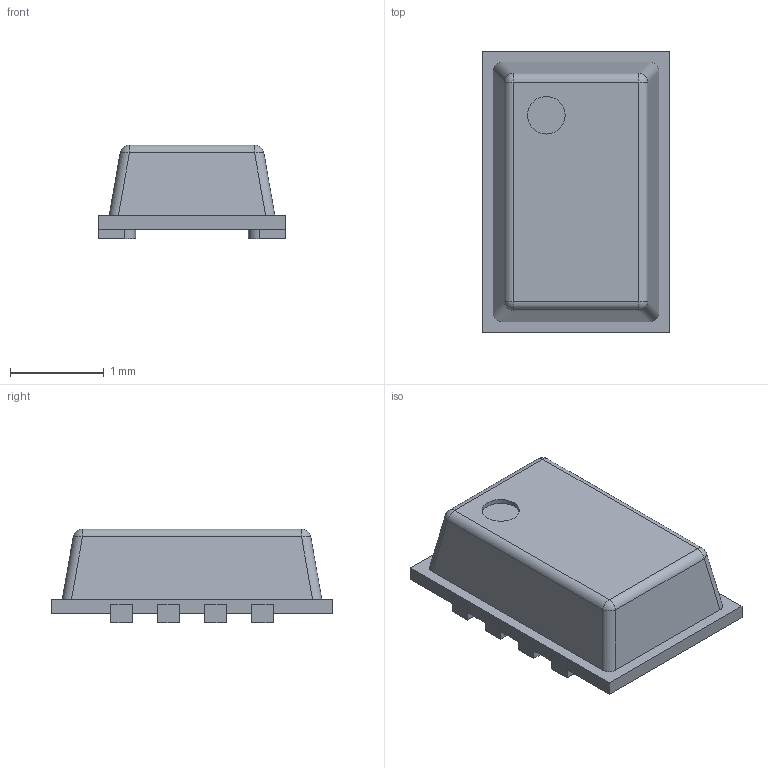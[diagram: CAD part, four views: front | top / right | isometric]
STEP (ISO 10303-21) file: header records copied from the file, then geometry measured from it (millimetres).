
FILE_DESCRIPTION(/* description */ (''),/* implementation_level */ '2;1');
FILE_NAME(/* name */ 'SON50P200X300X100-9N-R60X189.stp',/* time_stamp */ '2016-03-29T13:21:56+02:00',/* author */ ('riccim'),/* organization */ (''),/* preprocessor_version */ 'ST-DEVELOPER v15.5',/* originating_system */ 'AutoCAD Mechanical',/* authorisation */ '');
FILE_SCHEMA (('AUTOMOTIVE_DESIGN { 1 0 10303 214 3 1 1 }'));
Length unit declared in the file: millimetre
Products named in the file (1): Product
Bounding box: 2 x 3 x 1 mm (x, y, z)
Volume: 4.2 mm3; surface area: 22.2 mm2
Topology: 9 solids, 9 shells, 121 faces, 295 edges, 190 vertices
Faces by surface type: plane 92, cylinder 25, sphere 4
Full cylindrical faces by diameter (mm): 0.4 x1
Entity records: 3505 total; most frequent: CARTESIAN_POINT 602, DIRECTION 584, ORIENTED_EDGE 580, EDGE_CURVE 290, LINE 240, VECTOR 240, VERTEX_POINT 190, AXIS2_PLACEMENT_3D 172
